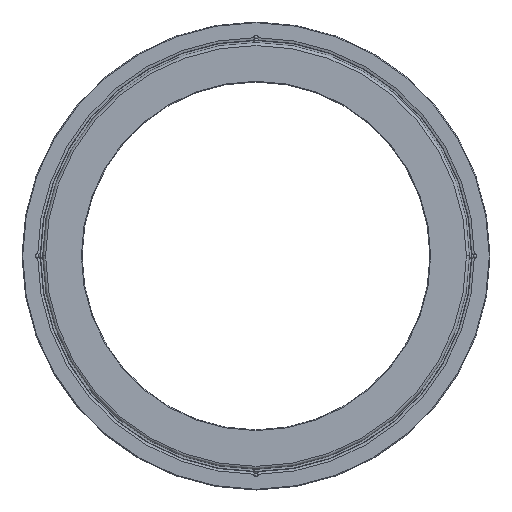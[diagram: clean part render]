
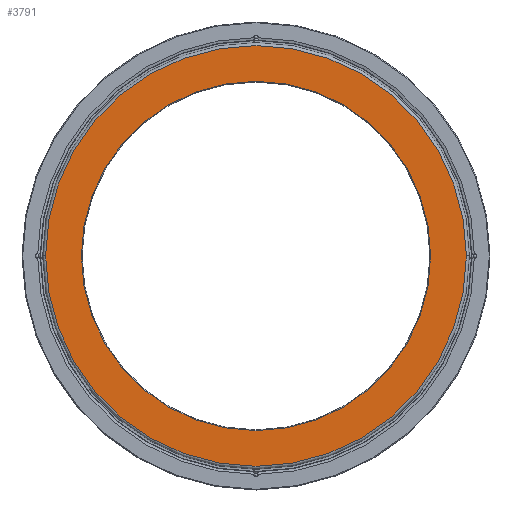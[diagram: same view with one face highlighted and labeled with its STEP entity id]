
A CAD part, top view. The second image highlights one B-rep face of the part: STEP entity #3791.
In plain terms, the highlighted planar face has unit normal (0, 0, 1).
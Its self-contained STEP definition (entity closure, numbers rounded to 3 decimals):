
#15 = DIRECTION ( 'NONE',  ( 0., 0., -1. ) ) ;
#17 = CARTESIAN_POINT ( 'NONE',  ( 0., 0., 21. ) ) ;
#140 = PLANE ( 'NONE',  #3837 ) ;
#471 = CIRCLE ( 'NONE', #3697, 294. ) ;
#765 = EDGE_CURVE ( 'NONE', #2974, #3734, #1528, .T. ) ;
#803 = FACE_OUTER_BOUND ( 'NONE', #2396, .T. ) ;
#888 = DIRECTION ( 'NONE',  ( -1., 0., 0. ) ) ;
#1124 = EDGE_CURVE ( 'NONE', #1562, #2456, #1896, .T. ) ;
#1125 = EDGE_CURVE ( 'NONE', #3734, #2974, #3081, .T. ) ;
#1210 = ORIENTED_EDGE ( 'NONE', *, *, #765, .T. ) ;
#1370 = CARTESIAN_POINT ( 'NONE',  ( 0., 0., 21. ) ) ;
#1504 = CARTESIAN_POINT ( 'NONE',  ( 0., 0., 21. ) ) ;
#1528 = CIRCLE ( 'NONE', #3078, 244. ) ;
#1562 = VERTEX_POINT ( 'NONE', #3265 ) ;
#1684 = DIRECTION ( 'NONE',  ( 0., 0., -1. ) ) ;
#1744 = EDGE_LOOP ( 'NONE', ( #1210, #3053 ) ) ;
#1814 = CARTESIAN_POINT ( 'NONE',  ( 0., 0., 21. ) ) ;
#1896 = CIRCLE ( 'NONE', #2647, 294. ) ;
#2052 = DIRECTION ( 'NONE',  ( 0., 0., -1. ) ) ;
#2079 = CARTESIAN_POINT ( 'NONE',  ( -294., 0., 21. ) ) ;
#2251 = FACE_BOUND ( 'NONE', #1744, .T. ) ;
#2392 = DIRECTION ( 'NONE',  ( -1., 0., 0. ) ) ;
#2396 = EDGE_LOOP ( 'NONE', ( #3113, #3321 ) ) ;
#2456 = VERTEX_POINT ( 'NONE', #2079 ) ;
#2546 = DIRECTION ( 'NONE',  ( -1., 0., 0. ) ) ;
#2555 = CARTESIAN_POINT ( 'NONE',  ( 294., 0., 21. ) ) ;
#2593 = CARTESIAN_POINT ( 'NONE',  ( 244., 0., 21. ) ) ;
#2647 = AXIS2_PLACEMENT_3D ( 'NONE', #1504, #2052, #888 ) ;
#2668 = EDGE_CURVE ( 'NONE', #2456, #1562, #471, .T. ) ;
#2697 = DIRECTION ( 'NONE',  ( -1., 0., 0. ) ) ;
#2974 = VERTEX_POINT ( 'NONE', #2593 ) ;
#3053 = ORIENTED_EDGE ( 'NONE', *, *, #1125, .T. ) ;
#3078 = AXIS2_PLACEMENT_3D ( 'NONE', #1814, #15, #2697 ) ;
#3081 = CIRCLE ( 'NONE', #3145, 244. ) ;
#3113 = ORIENTED_EDGE ( 'NONE', *, *, #2668, .F. ) ;
#3145 = AXIS2_PLACEMENT_3D ( 'NONE', #17, #3271, #2392 ) ;
#3265 = CARTESIAN_POINT ( 'NONE',  ( 294., 0., 21. ) ) ;
#3271 = DIRECTION ( 'NONE',  ( 0., 0., -1. ) ) ;
#3321 = ORIENTED_EDGE ( 'NONE', *, *, #1124, .F. ) ;
#3434 = DIRECTION ( 'NONE',  ( 0., 0., -1. ) ) ;
#3586 = CARTESIAN_POINT ( 'NONE',  ( -244., 0., 21. ) ) ;
#3697 = AXIS2_PLACEMENT_3D ( 'NONE', #1370, #1684, #2546 ) ;
#3734 = VERTEX_POINT ( 'NONE', #3586 ) ;
#3747 = DIRECTION ( 'NONE',  ( -1., 0., 0. ) ) ;
#3791 = ADVANCED_FACE ( 'NONE', ( #803, #2251 ), #140, .F. ) ;
#3837 = AXIS2_PLACEMENT_3D ( 'NONE', #2555, #3434, #3747 ) ;
